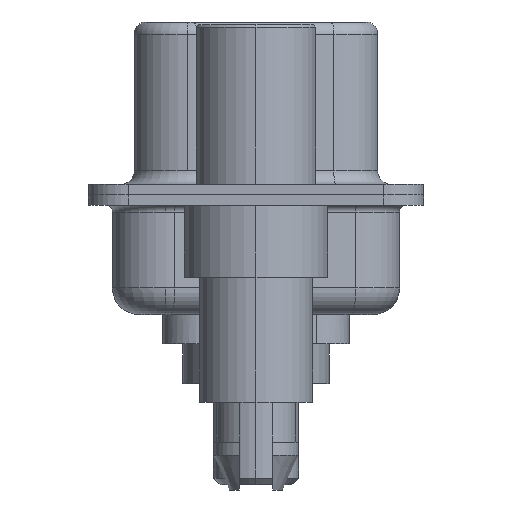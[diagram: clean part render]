
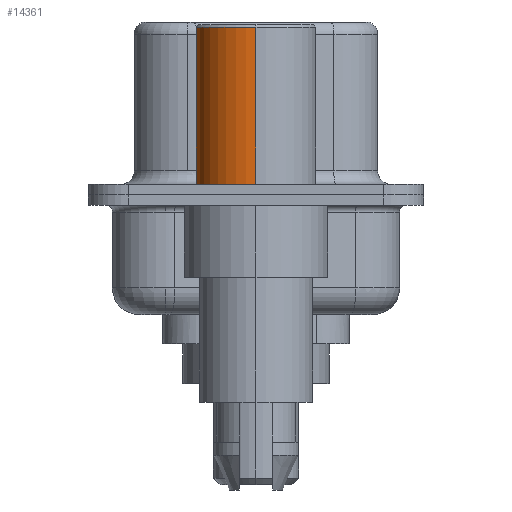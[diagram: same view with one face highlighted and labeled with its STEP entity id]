
A CAD part, left-side view. The second image highlights one B-rep face of the part: STEP entity #14361.
In plain terms, the highlighted cylindrical face has radius 2.25 mm (diameter 4.5 mm), a partial arc.
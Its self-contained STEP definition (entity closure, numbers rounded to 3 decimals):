
#147 = EDGE_CURVE ( 'NONE', #6453, #3955, #9836, .T. ) ;
#446 = DIRECTION ( 'NONE',  ( 0., 0., 1. ) ) ;
#633 = CIRCLE ( 'NONE', #12733, 2.25 ) ;
#752 = VECTOR ( 'NONE', #2950, 1000. ) ;
#2300 = VERTEX_POINT ( 'NONE', #11448 ) ;
#2476 = CIRCLE ( 'NONE', #7307, 2.25 ) ;
#2590 = CARTESIAN_POINT ( 'NONE',  ( 0., 0., 0.4 ) ) ;
#2950 = DIRECTION ( 'NONE',  ( 0., 0., 1. ) ) ;
#3140 = CARTESIAN_POINT ( 'NONE',  ( 0., 0., 0.581 ) ) ;
#3744 = DIRECTION ( 'NONE',  ( 1., 0., 0. ) ) ;
#3759 = ORIENTED_EDGE ( 'NONE', *, *, #11356, .F. ) ;
#3829 = FACE_OUTER_BOUND ( 'NONE', #6652, .T. ) ;
#3955 = VERTEX_POINT ( 'NONE', #8651 ) ;
#5993 = CARTESIAN_POINT ( 'NONE',  ( 0., 0., 6.3 ) ) ;
#6453 = VERTEX_POINT ( 'NONE', #8777 ) ;
#6652 = EDGE_LOOP ( 'NONE', ( #7515, #9486, #3759, #8778 ) ) ;
#6680 = CARTESIAN_POINT ( 'NONE',  ( -2.25, 0., 0.581 ) ) ;
#6994 = LINE ( 'NONE', #14009, #12272 ) ;
#7127 = DIRECTION ( 'NONE',  ( 1., 0., 0. ) ) ;
#7307 = AXIS2_PLACEMENT_3D ( 'NONE', #5993, #13893, #7127 ) ;
#7515 = ORIENTED_EDGE ( 'NONE', *, *, #12603, .T. ) ;
#8651 = CARTESIAN_POINT ( 'NONE',  ( -2.25, 0., 6.3 ) ) ;
#8777 = CARTESIAN_POINT ( 'NONE',  ( -2.25, 0., 0.4 ) ) ;
#8778 = ORIENTED_EDGE ( 'NONE', *, *, #14123, .F. ) ;
#9486 = ORIENTED_EDGE ( 'NONE', *, *, #147, .T. ) ;
#9692 = VERTEX_POINT ( 'NONE', #12635 ) ;
#9836 = LINE ( 'NONE', #6680, #752 ) ;
#9891 = DIRECTION ( 'NONE',  ( 0., 0., 1. ) ) ;
#10510 = DIRECTION ( 'NONE',  ( 0., 0., 1. ) ) ;
#11047 = DIRECTION ( 'NONE',  ( 1., 0., 0. ) ) ;
#11356 = EDGE_CURVE ( 'NONE', #9692, #3955, #2476, .T. ) ;
#11448 = CARTESIAN_POINT ( 'NONE',  ( 2.25, 0., 0.4 ) ) ;
#12272 = VECTOR ( 'NONE', #446, 1000. ) ;
#12455 = CYLINDRICAL_SURFACE ( 'NONE', #14270, 2.25 ) ;
#12603 = EDGE_CURVE ( 'NONE', #2300, #6453, #633, .T. ) ;
#12635 = CARTESIAN_POINT ( 'NONE',  ( 2.25, 0., 6.3 ) ) ;
#12733 = AXIS2_PLACEMENT_3D ( 'NONE', #2590, #10510, #3744 ) ;
#13893 = DIRECTION ( 'NONE',  ( 0., 0., 1. ) ) ;
#14009 = CARTESIAN_POINT ( 'NONE',  ( 2.25, 0., 0.581 ) ) ;
#14123 = EDGE_CURVE ( 'NONE', #2300, #9692, #6994, .T. ) ;
#14270 = AXIS2_PLACEMENT_3D ( 'NONE', #3140, #9891, #11047 ) ;
#14361 = ADVANCED_FACE ( 'NONE', ( #3829 ), #12455, .T. ) ;
